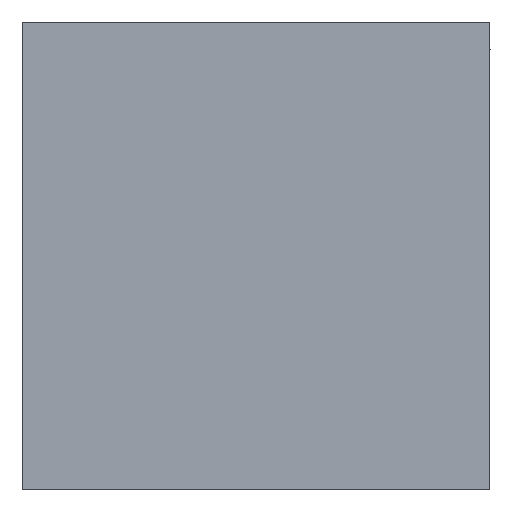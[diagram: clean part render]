
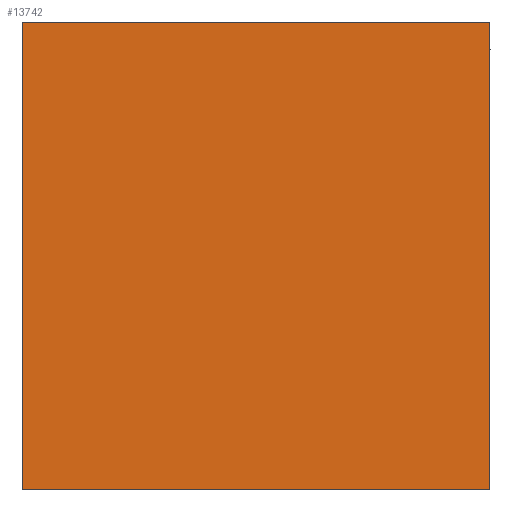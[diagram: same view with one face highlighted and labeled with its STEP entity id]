
A CAD part, front view. The second image highlights one B-rep face of the part: STEP entity #13742.
In plain terms, the highlighted planar face has unit normal (0, -1, 0).
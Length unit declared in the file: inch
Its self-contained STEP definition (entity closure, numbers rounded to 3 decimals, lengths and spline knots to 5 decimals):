
#331 = DIRECTION ( 'NONE',  ( 0., 1., 0. ) ) ;
#1265 = EDGE_LOOP ( 'NONE', ( #9311, #6035, #11695, #6239 ) ) ;
#1403 = PLANE ( 'NONE',  #10090 ) ;
#1451 = DIRECTION ( 'NONE',  ( 1., 0., 0. ) ) ;
#2676 = CARTESIAN_POINT ( 'NONE',  ( -0.5315, 0., 0.5315 ) ) ;
#3710 = VECTOR ( 'NONE', #6011, 39.37008 ) ;
#4042 = FACE_OUTER_BOUND ( 'NONE', #1265, .T. ) ;
#4799 = DIRECTION ( 'NONE',  ( 0., 0., 1. ) ) ;
#5364 = DIRECTION ( 'NONE',  ( 0., 0., 1. ) ) ;
#5602 = CARTESIAN_POINT ( 'NONE',  ( 0.5315, 0., -0.5315 ) ) ;
#6011 = DIRECTION ( 'NONE',  ( -1., 0., 0. ) ) ;
#6035 = ORIENTED_EDGE ( 'NONE', *, *, #13379, .F. ) ;
#6239 = ORIENTED_EDGE ( 'NONE', *, *, #7575, .F. ) ;
#7575 = EDGE_CURVE ( 'NONE', #9501, #8825, #8569, .T. ) ;
#7757 = VECTOR ( 'NONE', #4799, 39.37008 ) ;
#8569 = LINE ( 'NONE', #13348, #3710 ) ;
#8825 = VERTEX_POINT ( 'NONE', #13424 ) ;
#9311 = ORIENTED_EDGE ( 'NONE', *, *, #12700, .F. ) ;
#9501 = VERTEX_POINT ( 'NONE', #16108 ) ;
#10090 = AXIS2_PLACEMENT_3D ( 'NONE', #10146, #331, #5364 ) ;
#10146 = CARTESIAN_POINT ( 'NONE',  ( 0., 0., 0. ) ) ;
#10856 = VECTOR ( 'NONE', #14252, 39.37008 ) ;
#11060 = LINE ( 'NONE', #12228, #7757 ) ;
#11502 = LINE ( 'NONE', #2676, #14835 ) ;
#11695 = ORIENTED_EDGE ( 'NONE', *, *, #14629, .F. ) ;
#11971 = CARTESIAN_POINT ( 'NONE',  ( 0.5315, 0., 0.5315 ) ) ;
#12228 = CARTESIAN_POINT ( 'NONE',  ( -0.5315, 0., -0.5315 ) ) ;
#12700 = EDGE_CURVE ( 'NONE', #15777, #9501, #15489, .T. ) ;
#13348 = CARTESIAN_POINT ( 'NONE',  ( -0.5315, 0., -0.5315 ) ) ;
#13379 = EDGE_CURVE ( 'NONE', #13515, #15777, #11502, .T. ) ;
#13424 = CARTESIAN_POINT ( 'NONE',  ( -0.5315, 0., -0.5315 ) ) ;
#13515 = VERTEX_POINT ( 'NONE', #14139 ) ;
#13742 = ADVANCED_FACE ( 'NONE', ( #4042 ), #1403, .F. ) ;
#14139 = CARTESIAN_POINT ( 'NONE',  ( -0.5315, 0., 0.5315 ) ) ;
#14252 = DIRECTION ( 'NONE',  ( 0., 0., -1. ) ) ;
#14629 = EDGE_CURVE ( 'NONE', #8825, #13515, #11060, .T. ) ;
#14835 = VECTOR ( 'NONE', #1451, 39.37008 ) ;
#15489 = LINE ( 'NONE', #5602, #10856 ) ;
#15777 = VERTEX_POINT ( 'NONE', #11971 ) ;
#16108 = CARTESIAN_POINT ( 'NONE',  ( 0.5315, 0., -0.5315 ) ) ;
